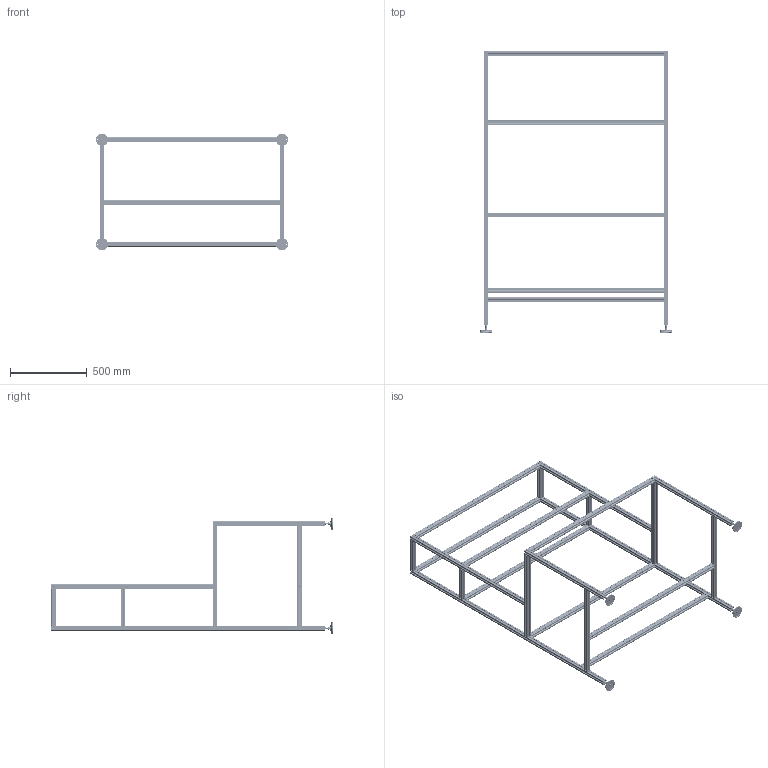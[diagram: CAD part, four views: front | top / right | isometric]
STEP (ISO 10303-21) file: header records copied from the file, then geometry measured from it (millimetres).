
FILE_DESCRIPTION (( 'STEP AP203' ), '1' );
FILE_NAME ('AL-3 Ðàáî÷èé ñòîë ìàëûé ñ äâóìÿ ïîëêàìè.STEP', '2025-04-17T07:54:53', ( '' ), ( '' ), 'SwSTEP 2.0', 'SolidWorks 2021', '' );
FILE_SCHEMA (( 'CONFIG_CONTROL_DESIGN' ));
Length unit declared in the file: millimetre
Products named in the file (11): AL-3-PS-3030.001 橡铘桦黖-04; AL-1Y12.A42A.01 Øïèëüêà ê îïîðå Ì8õ80; AL-3-PS-3030.001 橡铘桦黖-02; AL-3-PS-3030.001 橡铘桦黖-03; AL-3-PS-3030.001 橡铘桦黖-05; AL-3-PS-3030.001 橡铘桦黖-01; AL-3 Ðàáî÷èé ñòîë ìàëûé ñ äâóìÿ ïîëêàìè; socket button head screw_iso_ISO 7380 - M8 x 25 - 25S; AL-3-PS-3030.001 Ïðîôèëü; AL-340.010BA.01 Îïîðà D80 ñ ïðîòèâîñêîëüçÿùåé âñòàâêîé; hex nut gradec_din_Hexagon Nut ISO 4034 - M8 - N
Assembly tree (68 placements, depth 2):
  AL-3 Ðàáî÷èé ñòîë ìàëûé ñ äâóìÿ ïîëêàìè
    AL-340.010BA.01 Îïîðà D80 ñ ïðîòèâîñêîëüçÿùåé âñòàâêîé  x4
    AL-1Y12.A42A.01 Øïèëüêà ê îïîðå Ì8õ80  x4
    AL-3-PS-3030.001 Ïðîôèëü  x4
    AL-3-PS-3030.001 橡铘桦黖-01  x4
    AL-3-PS-3030.001 橡铘桦黖-02  x2
    AL-3-PS-3030.001 橡铘桦黖-03  x2
    AL-3-PS-3030.001 橡铘桦黖-04  x8
    AL-3-PS-3030.001 橡铘桦黖-05  x2
    socket button head screw_iso_ISO 7380 - M8 x 25 - 25S  x34
    hex nut gradec_din_Hexagon Nut ISO 4034 - M8 - N  x4
Bounding box: 1249 x 1830 x 759 mm (x, y, z)
Volume: 6435521.9 mm3; surface area: 6667414.1 mm2
Topology: 68 solids, 68 shells, 9698 faces, 27220 edges, 17522 vertices
Faces by surface type: cylinder 3752, plane 3058, cone 2680, torus 124, sphere 84
Entity records: 62580 total; most frequent: CARTESIAN_POINT 14585, ORIENTED_EDGE 10076, DIRECTION 9173, EDGE_CURVE 5038, VERTEX_POINT 3332, AXIS2_PLACEMENT_3D 3164, VECTOR 2845, LINE 2845
